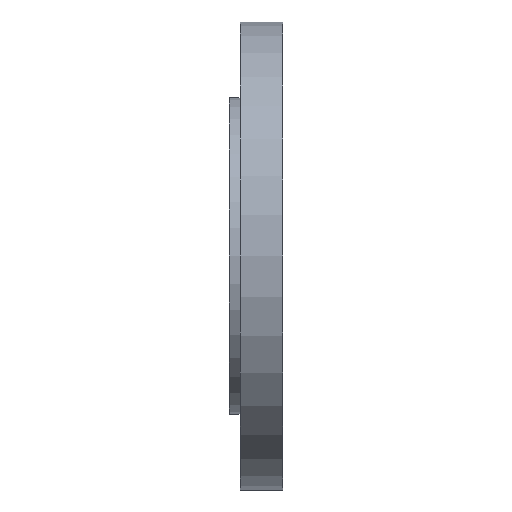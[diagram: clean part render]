
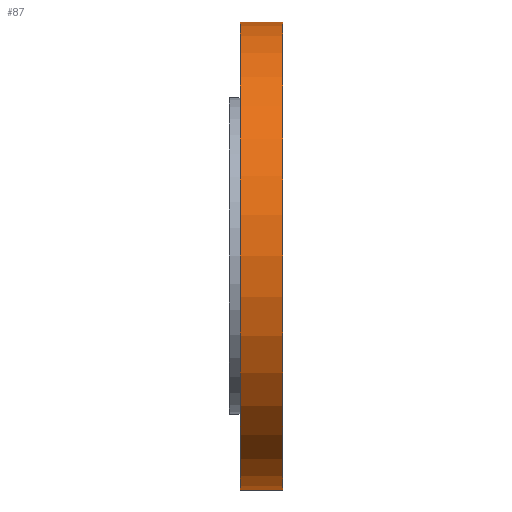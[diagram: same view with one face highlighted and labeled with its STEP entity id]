
A CAD part, left-side view. The second image highlights one B-rep face of the part: STEP entity #87.
In plain terms, the highlighted cylindrical face has radius 110 mm (diameter 220 mm), a partial arc.
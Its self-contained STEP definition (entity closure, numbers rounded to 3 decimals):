
#9 = ORIENTED_EDGE ( 'NONE', *, *, #745, .F. ) ;
#66 = EDGE_CURVE ( 'NONE', #616, #871, #288, .T. ) ;
#78 = DIRECTION ( 'NONE',  ( 0., -1., 0. ) ) ;
#84 = EDGE_LOOP ( 'NONE', ( #604, #9, #805, #922 ) ) ;
#87 = ADVANCED_FACE ( 'NONE', ( #505 ), #204, .T. ) ;
#107 = AXIS2_PLACEMENT_3D ( 'NONE', #161, #446, #724 ) ;
#117 = CARTESIAN_POINT ( 'NONE',  ( 0., 20., -110. ) ) ;
#139 = CIRCLE ( 'NONE', #272, 110. ) ;
#151 = CARTESIAN_POINT ( 'NONE',  ( 0., 20., 110. ) ) ;
#161 = CARTESIAN_POINT ( 'NONE',  ( 0., 0., 0. ) ) ;
#202 = EDGE_CURVE ( 'NONE', #376, #871, #429, .T. ) ;
#204 = CYLINDRICAL_SURFACE ( 'NONE', #398, 110. ) ;
#272 = AXIS2_PLACEMENT_3D ( 'NONE', #327, #471, #620 ) ;
#288 = LINE ( 'NONE', #151, #667 ) ;
#327 = CARTESIAN_POINT ( 'NONE',  ( 0., 20., 0. ) ) ;
#376 = VERTEX_POINT ( 'NONE', #546 ) ;
#398 = AXIS2_PLACEMENT_3D ( 'NONE', #794, #441, #486 ) ;
#429 = CIRCLE ( 'NONE', #107, 110. ) ;
#441 = DIRECTION ( 'NONE',  ( 0., -1., 0. ) ) ;
#446 = DIRECTION ( 'NONE',  ( 0., 1., 0. ) ) ;
#471 = DIRECTION ( 'NONE',  ( 0., 1., 0. ) ) ;
#486 = DIRECTION ( 'NONE',  ( 0., 0., -1. ) ) ;
#505 = FACE_OUTER_BOUND ( 'NONE', #84, .T. ) ;
#538 = EDGE_CURVE ( 'NONE', #649, #376, #655, .T. ) ;
#546 = CARTESIAN_POINT ( 'NONE',  ( 0., 0., -110. ) ) ;
#604 = ORIENTED_EDGE ( 'NONE', *, *, #66, .F. ) ;
#616 = VERTEX_POINT ( 'NONE', #744 ) ;
#620 = DIRECTION ( 'NONE',  ( 0., 0., 1. ) ) ;
#649 = VERTEX_POINT ( 'NONE', #117 ) ;
#655 = LINE ( 'NONE', #719, #778 ) ;
#667 = VECTOR ( 'NONE', #845, 1000. ) ;
#719 = CARTESIAN_POINT ( 'NONE',  ( 0., 20., -110. ) ) ;
#724 = DIRECTION ( 'NONE',  ( 0., 0., 1. ) ) ;
#744 = CARTESIAN_POINT ( 'NONE',  ( 0., 20., 110. ) ) ;
#745 = EDGE_CURVE ( 'NONE', #649, #616, #139, .T. ) ;
#778 = VECTOR ( 'NONE', #78, 1000. ) ;
#787 = CARTESIAN_POINT ( 'NONE',  ( 0., 0., 110. ) ) ;
#794 = CARTESIAN_POINT ( 'NONE',  ( 0., 20., 0. ) ) ;
#805 = ORIENTED_EDGE ( 'NONE', *, *, #538, .T. ) ;
#845 = DIRECTION ( 'NONE',  ( 0., -1., 0. ) ) ;
#871 = VERTEX_POINT ( 'NONE', #787 ) ;
#922 = ORIENTED_EDGE ( 'NONE', *, *, #202, .T. ) ;
